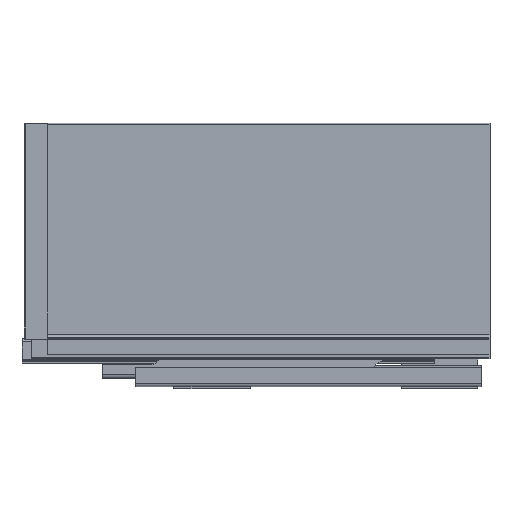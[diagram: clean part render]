
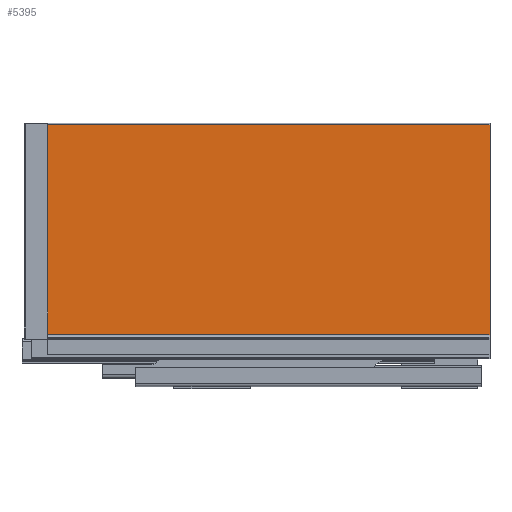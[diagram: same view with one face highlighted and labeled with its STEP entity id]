
A CAD part, top view. The second image highlights one B-rep face of the part: STEP entity #5395.
In plain terms, the highlighted planar face has unit normal (0, 0, 1).
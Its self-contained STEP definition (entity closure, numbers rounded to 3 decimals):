
#22 = CARTESIAN_POINT ( 'NONE',  ( -375.5, 199., 14. ) ) ;
#57 = VERTEX_POINT ( 'NONE', #6782 ) ;
#134 = VERTEX_POINT ( 'NONE', #22 ) ;
#179 = PLANE ( 'NONE',  #5896 ) ;
#553 = CARTESIAN_POINT ( 'NONE',  ( 0., 20.5, 14. ) ) ;
#726 = DIRECTION ( 'NONE',  ( 1., 0., 0. ) ) ;
#1280 = EDGE_LOOP ( 'NONE', ( #5728, #4410, #8922, #3600 ) ) ;
#1288 = CARTESIAN_POINT ( 'NONE',  ( -375.5, 199., 14. ) ) ;
#1333 = DIRECTION ( 'NONE',  ( 0., -1., 0. ) ) ;
#1600 = EDGE_CURVE ( 'NONE', #8565, #7992, #2062, .T. ) ;
#2006 = DIRECTION ( 'NONE',  ( 1., 0., 0. ) ) ;
#2062 = LINE ( 'NONE', #7428, #7876 ) ;
#2451 = DIRECTION ( 'NONE',  ( 0., 0., 1. ) ) ;
#2602 = DIRECTION ( 'NONE',  ( 0., -1., 0. ) ) ;
#2726 = LINE ( 'NONE', #1288, #9438 ) ;
#3331 = CARTESIAN_POINT ( 'NONE',  ( 0., 199., 14. ) ) ;
#3600 = ORIENTED_EDGE ( 'NONE', *, *, #1600, .F. ) ;
#3844 = CARTESIAN_POINT ( 'NONE',  ( 0., 20.5, 14. ) ) ;
#4058 = VECTOR ( 'NONE', #726, 1000. ) ;
#4302 = VECTOR ( 'NONE', #2006, 1000. ) ;
#4410 = ORIENTED_EDGE ( 'NONE', *, *, #5826, .T. ) ;
#4453 = DIRECTION ( 'NONE',  ( 0., -1., 0. ) ) ;
#4667 = EDGE_CURVE ( 'NONE', #57, #7992, #8663, .T. ) ;
#5395 = ADVANCED_FACE ( 'NONE', ( #7192 ), #179, .T. ) ;
#5728 = ORIENTED_EDGE ( 'NONE', *, *, #6257, .F. ) ;
#5826 = EDGE_CURVE ( 'NONE', #134, #57, #2726, .T. ) ;
#5896 = AXIS2_PLACEMENT_3D ( 'NONE', #9258, #2451, #2602 ) ;
#6257 = EDGE_CURVE ( 'NONE', #134, #8565, #6663, .T. ) ;
#6663 = LINE ( 'NONE', #7363, #4058 ) ;
#6782 = CARTESIAN_POINT ( 'NONE',  ( -375.5, 20.5, 14. ) ) ;
#7192 = FACE_OUTER_BOUND ( 'NONE', #1280, .T. ) ;
#7363 = CARTESIAN_POINT ( 'NONE',  ( -392., 199., 14. ) ) ;
#7428 = CARTESIAN_POINT ( 'NONE',  ( 0., 199., 14. ) ) ;
#7876 = VECTOR ( 'NONE', #4453, 1000. ) ;
#7992 = VERTEX_POINT ( 'NONE', #3844 ) ;
#8565 = VERTEX_POINT ( 'NONE', #3331 ) ;
#8663 = LINE ( 'NONE', #553, #4302 ) ;
#8922 = ORIENTED_EDGE ( 'NONE', *, *, #4667, .T. ) ;
#9258 = CARTESIAN_POINT ( 'NONE',  ( -392., 199., 14. ) ) ;
#9438 = VECTOR ( 'NONE', #1333, 1000. ) ;
